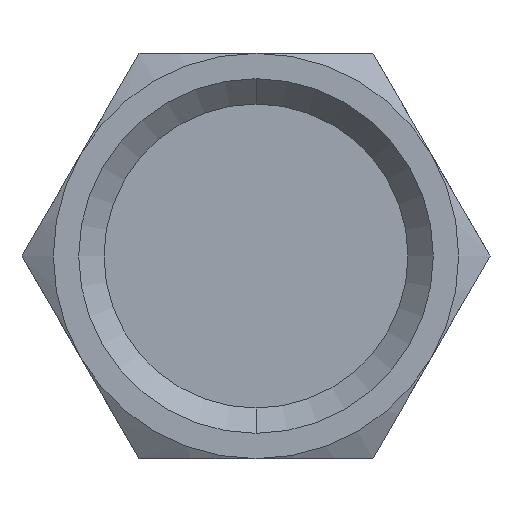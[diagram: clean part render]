
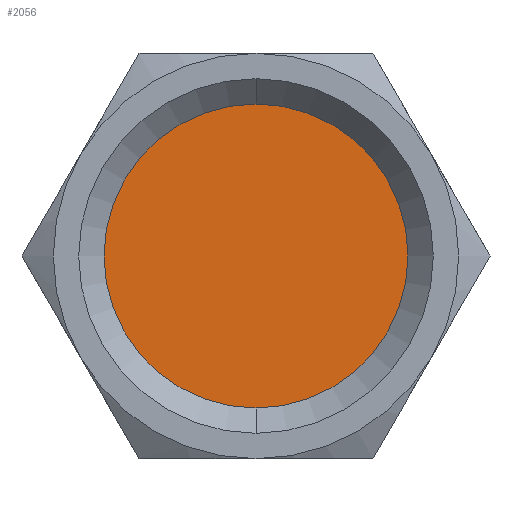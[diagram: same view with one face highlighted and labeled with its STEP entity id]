
A CAD part, front view. The second image highlights one B-rep face of the part: STEP entity #2056.
In plain terms, the highlighted planar face has unit normal (0, -1, 0).
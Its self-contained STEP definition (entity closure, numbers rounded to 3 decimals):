
#158 = PLANE ( 'NONE',  #914 ) ;
#166 = CARTESIAN_POINT ( 'NONE',  ( 10.824, 2.056, 0. ) ) ;
#167 = DIRECTION ( 'NONE',  ( 0., -1., 0. ) ) ;
#168 = DIRECTION ( 'NONE',  ( 0., 0., -1. ) ) ;
#914 = AXIS2_PLACEMENT_3D ( 'NONE', #166, #167, #168 ) ;
#1024 = DIRECTION ( 'NONE',  ( 0., 0., -1. ) ) ;
#1027 = DIRECTION ( 'NONE',  ( 0., -1., 0. ) ) ;
#1036 = CARTESIAN_POINT ( 'NONE',  ( 0., 2.056, 0. ) ) ;
#1141 = ORIENTED_EDGE ( 'NONE', *, *, #1738, .T. ) ;
#1143 = ORIENTED_EDGE ( 'NONE', *, *, #1686, .T. ) ;
#1203 = VERTEX_POINT ( 'NONE', #1289 ) ;
#1242 = VERTEX_POINT ( 'NONE', #1486 ) ;
#1289 = CARTESIAN_POINT ( 'NONE',  ( 0., 2.056, 9. ) ) ;
#1361 = CIRCLE ( 'NONE', #1794, 9. ) ;
#1410 = CIRCLE ( 'NONE', #1812, 9. ) ;
#1486 = CARTESIAN_POINT ( 'NONE',  ( 0., 2.056, -9. ) ) ;
#1686 = EDGE_CURVE ( 'NONE', #1203, #1242, #1361, .T. ) ;
#1738 = EDGE_CURVE ( 'NONE', #1242, #1203, #1410, .T. ) ;
#1794 = AXIS2_PLACEMENT_3D ( 'NONE', #1036, #1027, #1024 ) ;
#1812 = AXIS2_PLACEMENT_3D ( 'NONE', #2135, #2136, #2137 ) ;
#1979 = EDGE_LOOP ( 'NONE', ( #1141, #1143 ) ) ;
#2056 = ADVANCED_FACE ( 'NONE', ( #2457 ), #158, .T. ) ;
#2135 = CARTESIAN_POINT ( 'NONE',  ( 0., 2.056, 0. ) ) ;
#2136 = DIRECTION ( 'NONE',  ( 0., -1., 0. ) ) ;
#2137 = DIRECTION ( 'NONE',  ( 0., 0., -1. ) ) ;
#2457 = FACE_OUTER_BOUND ( 'NONE', #1979, .T. ) ;
